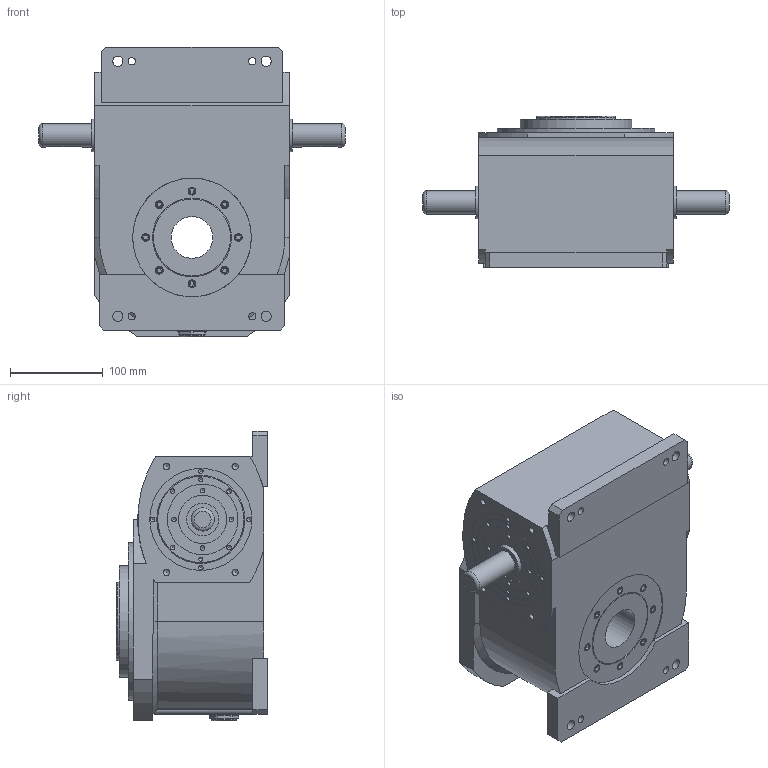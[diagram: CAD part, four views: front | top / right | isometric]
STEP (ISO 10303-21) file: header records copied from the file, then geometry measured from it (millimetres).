
FILE_DESCRIPTION(/* description */ ('Unknown'),/* implementation_level */ '2;1');
FILE_NAME(/* name */ 'DA110標準',/* time_stamp */ '2024-05-27T13:29:01+08:00',/* author */ ('Unknown'),/* organization */ ('Unknown'),/* preprocessor_version */ 'ST-DEVELOPER v16.7',/* originating_system */ 'DEX',/* authorisation */ $);
FILE_SCHEMA (('CONFIG_CONTROL_DESIGN'));
Length unit declared in the file: millimetre
Products named in the file (1): DA110標
Bounding box: 330 x 163 x 312 mm (x, y, z)
Volume: 7564384.2 mm3; surface area: 318240 mm2
Topology: 1 solids, 1 shells, 384 faces, 959 edges, 630 vertices
Faces by surface type: plane 200, cylinder 111, cone 50, torus 23
Full cylindrical faces by diameter (mm): 4.2 x4, 5 x24, 6 x2, 6.8 x14, 8 x4, 8.5 x20, 11 x4, 25 x2, 28 x1, 32 x1, 35 x2, 45 x1, 52 x2, 76 x2, 85 x2, 95 x2, 110 x2, 120 x1, 128 x1, 170 x1, 200 x1
Entity records: 10083 total; most frequent: CARTESIAN_POINT 1802, DIRECTION 1699, ORIENTED_EDGE 1400, EDGE_CURVE 700, FACE_BOUND 667, AXIS2_PLACEMENT_3D 634, EDGE_LOOP 619, VERTEX_POINT 583
